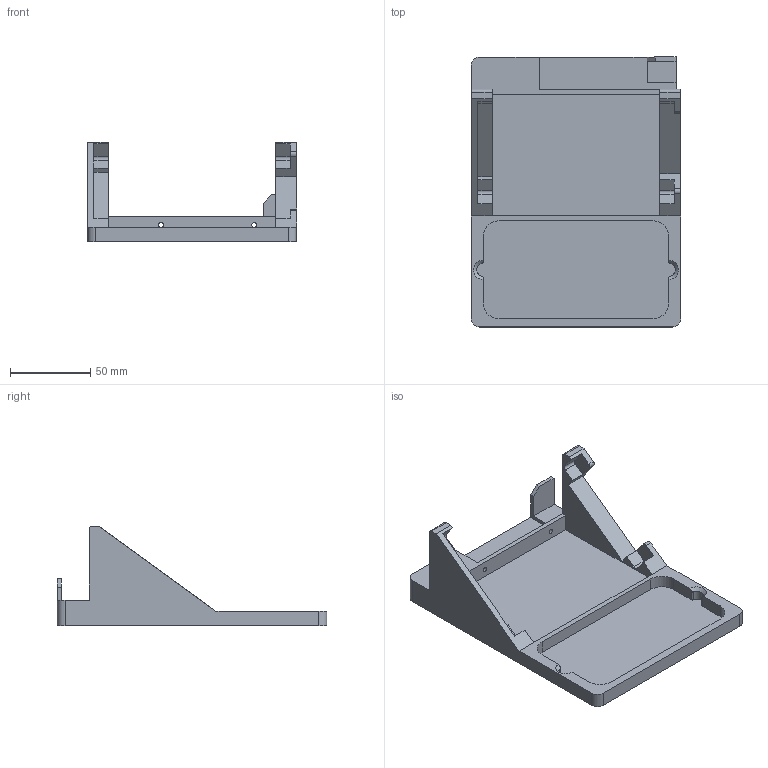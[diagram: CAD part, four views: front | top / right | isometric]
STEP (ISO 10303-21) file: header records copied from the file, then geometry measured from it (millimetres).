
FILE_DESCRIPTION(/* description */ (''),/* implementation_level */ '2;1');
FILE_NAME(/* name */ 'aaa-RaspberryPiCase_V3 v2.step',/* time_stamp */ '2025-10-01T10:53:52+08:00',/* author */ (''),/* organization */ (''),/* preprocessor_version */ 'ST-DEVELOPER v20.1',/* originating_system */ 'Autodesk Translation Framework v14.17.0.0',/* authorisation */ '');
FILE_SCHEMA (('AUTOMOTIVE_DESIGN { 1 0 10303 214 3 1 1 }'));
Length unit declared in the file: millimetre
Products named in the file (1): aaa-RaspberryPiCase_V3
Bounding box: 130 x 167.81 x 62.1 mm (x, y, z)
Volume: 149979.8 mm3; surface area: 65049.2 mm2
Topology: 1 solids, 1 shells, 77 faces, 220 edges, 146 vertices
Faces by surface type: plane 52, cylinder 23, cone 2
Full cylindrical faces by diameter (mm): 3 x2
Entity records: 2571 total; most frequent: CARTESIAN_POINT 480, ORIENTED_EDGE 440, DIRECTION 416, EDGE_CURVE 220, LINE 172, VECTOR 172, VERTEX_POINT 146, AXIS2_PLACEMENT_3D 122
